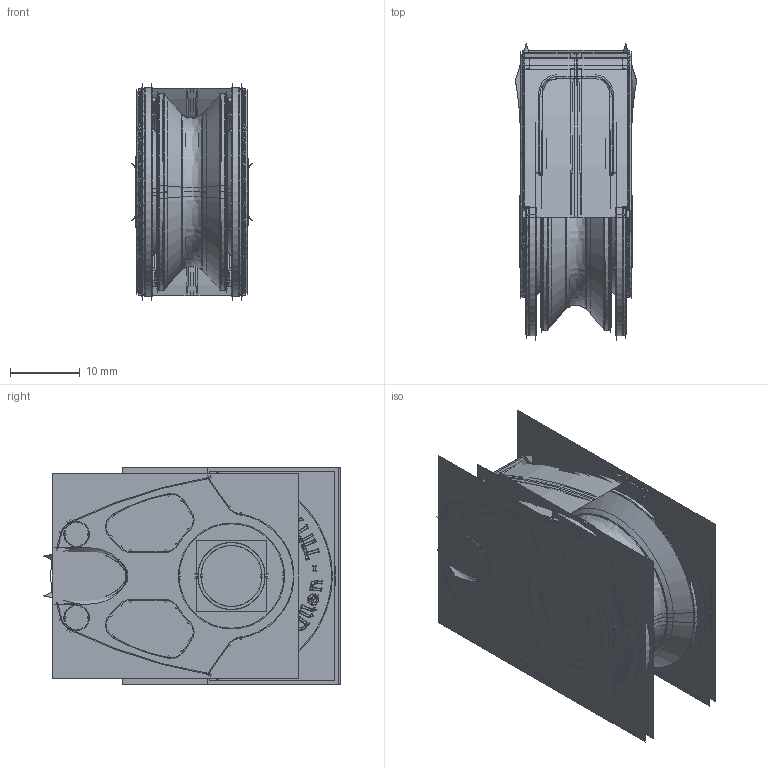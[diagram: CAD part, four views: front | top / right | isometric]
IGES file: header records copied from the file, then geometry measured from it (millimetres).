
Start section:  PTC IGES file: a9030.igs
Global section: file name: a9030.igs; native system: Creo Parametric by PTC Inc.; preprocessor: 2021404; author: Student; organization: Unknown; date: 20220524.163230; units: millimetre
Bounding box: 17.42 x 42.54 x 31.21 mm (x, y, z)
Surface area: 57322.3 mm2 (no closed solid volume)
Topology: 0 solids, 0 shells, 1510 faces, 22076 edges, 28828 vertices
Faces by surface type: revolution 1012, bspline 498
